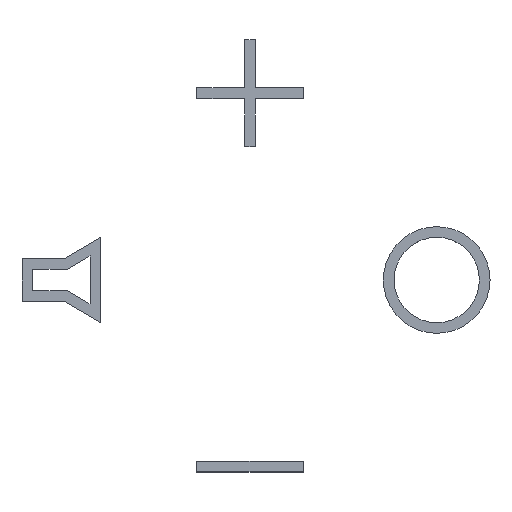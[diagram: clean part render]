
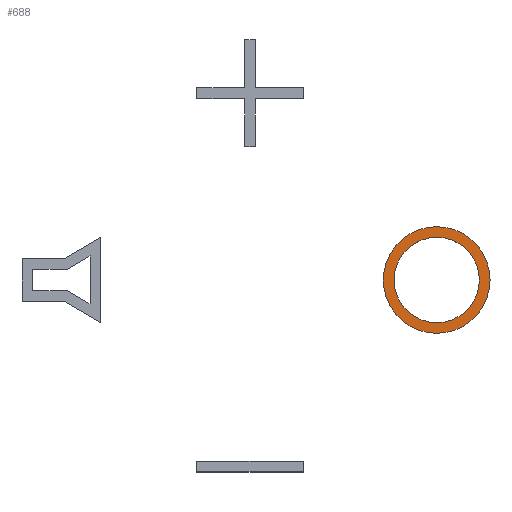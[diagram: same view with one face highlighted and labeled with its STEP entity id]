
A CAD part, top view. The second image highlights one B-rep face of the part: STEP entity #688.
In plain terms, the highlighted planar face has unit normal (0, 0, 1).
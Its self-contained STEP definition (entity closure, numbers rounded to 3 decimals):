
#21=CIRCLE('',#743,3.2);
#23=CIRCLE('',#746,4.);
#38=FACE_BOUND('',#112,.T.);
#70=FACE_OUTER_BOUND('',#111,.T.);
#111=EDGE_LOOP('',(#595));
#112=EDGE_LOOP('',(#596));
#339=VERTEX_POINT('',#1090);
#341=VERTEX_POINT('',#1096);
#423=EDGE_CURVE('',#339,#339,#21,.T.);
#426=EDGE_CURVE('',#341,#341,#23,.T.);
#595=ORIENTED_EDGE('',*,*,#426,.F.);
#596=ORIENTED_EDGE('',*,*,#423,.F.);
#650=PLANE('',#749);
#688=ADVANCED_FACE('',(#70,#38),#650,.T.);
#743=AXIS2_PLACEMENT_3D('',#1091,#894,#895);
#746=AXIS2_PLACEMENT_3D('',#1097,#901,#902);
#749=AXIS2_PLACEMENT_3D('',#1102,#908,#909);
#894=DIRECTION('center_axis',(0.,0.,1.));
#895=DIRECTION('ref_axis',(1.,0.,0.));
#901=DIRECTION('center_axis',(0.,0.,-1.));
#902=DIRECTION('ref_axis',(1.,0.,0.));
#908=DIRECTION('center_axis',(0.,0.,1.));
#909=DIRECTION('ref_axis',(1.,0.,0.));
#1090=CARTESIAN_POINT('',(10.8,0.,157.895));
#1091=CARTESIAN_POINT('Origin',(14.,0.,157.895));
#1096=CARTESIAN_POINT('',(10.,0.,157.895));
#1097=CARTESIAN_POINT('Origin',(14.,0.,157.895));
#1102=CARTESIAN_POINT('Origin',(0.45,1.8,157.895));
